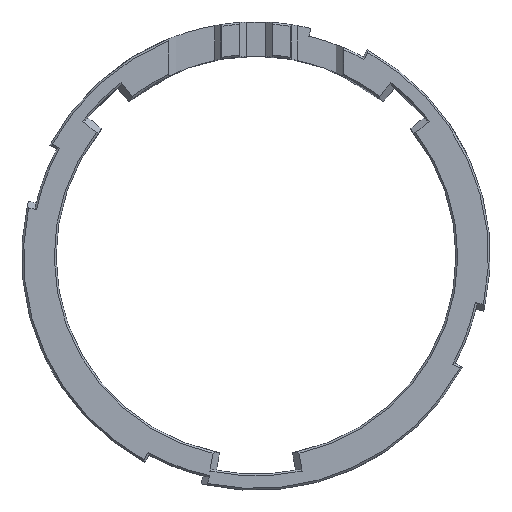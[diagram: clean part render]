
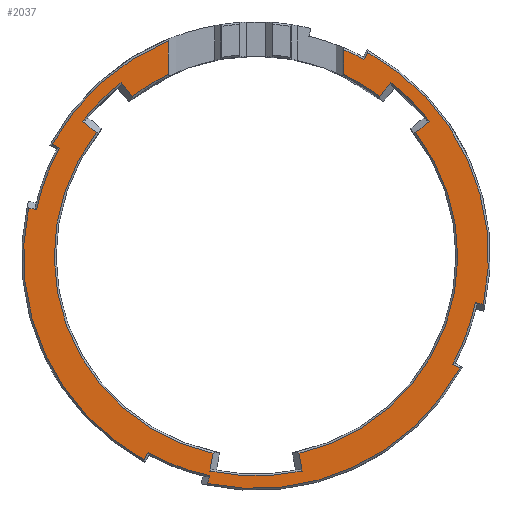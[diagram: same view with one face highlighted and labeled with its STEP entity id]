
A CAD part, top view. The second image highlights one B-rep face of the part: STEP entity #2037.
In plain terms, the highlighted planar face has unit normal (0, 0, 1).
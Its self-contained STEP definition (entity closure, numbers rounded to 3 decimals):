
#95=PLANE('',#2230);
#184=FACE_OUTER_BOUND('',#301,.T.);
#301=EDGE_LOOP('',(#1571,#1572,#1573,#1574,#1575,#1576,#1577,#1578,#1579,
#1580,#1581,#1582,#1583,#1584,#1585,#1586,#1587,#1588,#1589,#1590,#1591,
#1592,#1593,#1594,#1595,#1596,#1597,#1598,#1599,#1600));
#495=CIRCLE('',#2214,49.8);
#497=CIRCLE('',#2217,51.6);
#505=CIRCLE('',#2231,44.8);
#506=CIRCLE('',#2232,48.8);
#507=CIRCLE('',#2233,44.8);
#508=CIRCLE('',#2234,48.8);
#509=CIRCLE('',#2235,44.8);
#510=CIRCLE('',#2236,48.8);
#511=CIRCLE('',#2237,44.8);
#512=CIRCLE('',#2238,49.8);
#513=CIRCLE('',#2239,51.6);
#514=CIRCLE('',#2240,49.8);
#515=CIRCLE('',#2241,51.6);
#516=CIRCLE('',#2242,49.8);
#517=CIRCLE('',#2243,51.6);
#574=LINE('',#3357,#705);
#591=LINE('',#3478,#722);
#602=LINE('',#3553,#733);
#603=LINE('',#3557,#734);
#604=LINE('',#3561,#735);
#605=LINE('',#3565,#736);
#606=LINE('',#3569,#737);
#607=LINE('',#3573,#738);
#608=LINE('',#3576,#739);
#609=LINE('',#3580,#740);
#610=LINE('',#3584,#741);
#611=LINE('',#3588,#742);
#612=LINE('',#3592,#743);
#613=LINE('',#3596,#744);
#614=LINE('',#3599,#745);
#705=VECTOR('',#2503,10.);
#722=VECTOR('',#2556,10.);
#733=VECTOR('',#2627,10.);
#734=VECTOR('',#2630,10.);
#735=VECTOR('',#2633,10.);
#736=VECTOR('',#2636,10.);
#737=VECTOR('',#2639,10.);
#738=VECTOR('',#2642,10.);
#739=VECTOR('',#2645,10.);
#740=VECTOR('',#2648,10.);
#741=VECTOR('',#2651,10.);
#742=VECTOR('',#2654,10.);
#743=VECTOR('',#2657,10.);
#744=VECTOR('',#2660,10.);
#745=VECTOR('',#2663,10.);
#887=VERTEX_POINT('',#3351);
#888=VERTEX_POINT('',#3356);
#909=VERTEX_POINT('',#3469);
#910=VERTEX_POINT('',#3477);
#919=VERTEX_POINT('',#3514);
#921=VERTEX_POINT('',#3523);
#928=VERTEX_POINT('',#3550);
#929=VERTEX_POINT('',#3552);
#930=VERTEX_POINT('',#3554);
#931=VERTEX_POINT('',#3556);
#932=VERTEX_POINT('',#3558);
#933=VERTEX_POINT('',#3560);
#934=VERTEX_POINT('',#3562);
#935=VERTEX_POINT('',#3564);
#936=VERTEX_POINT('',#3566);
#937=VERTEX_POINT('',#3568);
#938=VERTEX_POINT('',#3570);
#939=VERTEX_POINT('',#3572);
#940=VERTEX_POINT('',#3575);
#941=VERTEX_POINT('',#3577);
#942=VERTEX_POINT('',#3579);
#943=VERTEX_POINT('',#3581);
#944=VERTEX_POINT('',#3583);
#945=VERTEX_POINT('',#3585);
#946=VERTEX_POINT('',#3587);
#947=VERTEX_POINT('',#3589);
#948=VERTEX_POINT('',#3591);
#949=VERTEX_POINT('',#3593);
#950=VERTEX_POINT('',#3595);
#951=VERTEX_POINT('',#3597);
#1105=EDGE_CURVE('',#888,#887,#574,.T.);
#1140=EDGE_CURVE('',#910,#909,#591,.T.);
#1156=EDGE_CURVE('',#888,#919,#495,.T.);
#1160=EDGE_CURVE('',#921,#909,#497,.T.);
#1172=EDGE_CURVE('',#928,#887,#505,.T.);
#1173=EDGE_CURVE('',#929,#928,#602,.T.);
#1174=EDGE_CURVE('',#930,#929,#506,.T.);
#1175=EDGE_CURVE('',#931,#930,#603,.T.);
#1176=EDGE_CURVE('',#932,#931,#507,.T.);
#1177=EDGE_CURVE('',#933,#932,#604,.T.);
#1178=EDGE_CURVE('',#934,#933,#508,.T.);
#1179=EDGE_CURVE('',#935,#934,#605,.T.);
#1180=EDGE_CURVE('',#936,#935,#509,.T.);
#1181=EDGE_CURVE('',#937,#936,#606,.T.);
#1182=EDGE_CURVE('',#938,#937,#510,.T.);
#1183=EDGE_CURVE('',#939,#938,#607,.T.);
#1184=EDGE_CURVE('',#910,#939,#511,.T.);
#1185=EDGE_CURVE('',#940,#921,#608,.T.);
#1186=EDGE_CURVE('',#941,#940,#512,.T.);
#1187=EDGE_CURVE('',#942,#941,#609,.T.);
#1188=EDGE_CURVE('',#943,#942,#513,.T.);
#1189=EDGE_CURVE('',#944,#943,#610,.T.);
#1190=EDGE_CURVE('',#945,#944,#514,.T.);
#1191=EDGE_CURVE('',#946,#945,#611,.T.);
#1192=EDGE_CURVE('',#947,#946,#515,.T.);
#1193=EDGE_CURVE('',#948,#947,#612,.T.);
#1194=EDGE_CURVE('',#949,#948,#516,.T.);
#1195=EDGE_CURVE('',#950,#949,#613,.T.);
#1196=EDGE_CURVE('',#951,#950,#517,.T.);
#1197=EDGE_CURVE('',#919,#951,#614,.T.);
#1571=ORIENTED_EDGE('',*,*,#1105,.T.);
#1572=ORIENTED_EDGE('',*,*,#1172,.F.);
#1573=ORIENTED_EDGE('',*,*,#1173,.F.);
#1574=ORIENTED_EDGE('',*,*,#1174,.F.);
#1575=ORIENTED_EDGE('',*,*,#1175,.F.);
#1576=ORIENTED_EDGE('',*,*,#1176,.F.);
#1577=ORIENTED_EDGE('',*,*,#1177,.F.);
#1578=ORIENTED_EDGE('',*,*,#1178,.F.);
#1579=ORIENTED_EDGE('',*,*,#1179,.F.);
#1580=ORIENTED_EDGE('',*,*,#1180,.F.);
#1581=ORIENTED_EDGE('',*,*,#1181,.F.);
#1582=ORIENTED_EDGE('',*,*,#1182,.F.);
#1583=ORIENTED_EDGE('',*,*,#1183,.F.);
#1584=ORIENTED_EDGE('',*,*,#1184,.F.);
#1585=ORIENTED_EDGE('',*,*,#1140,.T.);
#1586=ORIENTED_EDGE('',*,*,#1160,.F.);
#1587=ORIENTED_EDGE('',*,*,#1185,.F.);
#1588=ORIENTED_EDGE('',*,*,#1186,.F.);
#1589=ORIENTED_EDGE('',*,*,#1187,.F.);
#1590=ORIENTED_EDGE('',*,*,#1188,.F.);
#1591=ORIENTED_EDGE('',*,*,#1189,.F.);
#1592=ORIENTED_EDGE('',*,*,#1190,.F.);
#1593=ORIENTED_EDGE('',*,*,#1191,.F.);
#1594=ORIENTED_EDGE('',*,*,#1192,.F.);
#1595=ORIENTED_EDGE('',*,*,#1193,.F.);
#1596=ORIENTED_EDGE('',*,*,#1194,.F.);
#1597=ORIENTED_EDGE('',*,*,#1195,.F.);
#1598=ORIENTED_EDGE('',*,*,#1196,.F.);
#1599=ORIENTED_EDGE('',*,*,#1197,.F.);
#1600=ORIENTED_EDGE('',*,*,#1156,.F.);
#2037=ADVANCED_FACE('',(#184),#95,.F.);
#2214=AXIS2_PLACEMENT_3D('',#3515,#2589,#2590);
#2217=AXIS2_PLACEMENT_3D('',#3528,#2595,#2596);
#2230=AXIS2_PLACEMENT_3D('',#3549,#2623,#2624);
#2231=AXIS2_PLACEMENT_3D('',#3551,#2625,#2626);
#2232=AXIS2_PLACEMENT_3D('',#3555,#2628,#2629);
#2233=AXIS2_PLACEMENT_3D('',#3559,#2631,#2632);
#2234=AXIS2_PLACEMENT_3D('',#3563,#2634,#2635);
#2235=AXIS2_PLACEMENT_3D('',#3567,#2637,#2638);
#2236=AXIS2_PLACEMENT_3D('',#3571,#2640,#2641);
#2237=AXIS2_PLACEMENT_3D('',#3574,#2643,#2644);
#2238=AXIS2_PLACEMENT_3D('',#3578,#2646,#2647);
#2239=AXIS2_PLACEMENT_3D('',#3582,#2649,#2650);
#2240=AXIS2_PLACEMENT_3D('',#3586,#2652,#2653);
#2241=AXIS2_PLACEMENT_3D('',#3590,#2655,#2656);
#2242=AXIS2_PLACEMENT_3D('',#3594,#2658,#2659);
#2243=AXIS2_PLACEMENT_3D('',#3598,#2661,#2662);
#2503=DIRECTION('',(0.,-1.,0.));
#2556=DIRECTION('',(0.,1.,0.));
#2589=DIRECTION('center_axis',(0.,0.,-1.));
#2590=DIRECTION('ref_axis',(1.,0.,0.));
#2595=DIRECTION('center_axis',(0.,0.,-1.));
#2596=DIRECTION('ref_axis',(-1.,0.,0.));
#2623=DIRECTION('center_axis',(0.,0.,-1.));
#2624=DIRECTION('ref_axis',(-1.,0.,0.));
#2625=DIRECTION('center_axis',(0.,0.,1.));
#2626=DIRECTION('ref_axis',(1.,0.,0.));
#2627=DIRECTION('',(-0.643,-0.766,0.));
#2628=DIRECTION('center_axis',(0.,0.,1.));
#2629=DIRECTION('ref_axis',(1.,0.,0.));
#2630=DIRECTION('',(0.766,0.643,0.));
#2631=DIRECTION('center_axis',(0.,0.,1.));
#2632=DIRECTION('ref_axis',(1.,0.,0.));
#2633=DIRECTION('',(-0.174,0.985,0.));
#2634=DIRECTION('center_axis',(0.,0.,1.));
#2635=DIRECTION('ref_axis',(1.,0.,0.));
#2636=DIRECTION('',(-0.174,-0.985,0.));
#2637=DIRECTION('center_axis',(0.,0.,1.));
#2638=DIRECTION('ref_axis',(-1.,0.,0.));
#2639=DIRECTION('',(0.766,-0.643,0.));
#2640=DIRECTION('center_axis',(0.,0.,1.));
#2641=DIRECTION('ref_axis',(-1.,0.,0.));
#2642=DIRECTION('',(-0.643,0.766,0.));
#2643=DIRECTION('center_axis',(0.,0.,1.));
#2644=DIRECTION('ref_axis',(1.,0.,0.));
#2645=DIRECTION('',(-0.88,0.474,0.));
#2646=DIRECTION('center_axis',(0.,0.,-1.));
#2647=DIRECTION('ref_axis',(-1.,0.,0.));
#2648=DIRECTION('',(0.972,-0.234,0.));
#2649=DIRECTION('center_axis',(0.,0.,-1.));
#2650=DIRECTION('ref_axis',(-1.,0.,0.));
#2651=DIRECTION('',(-0.474,-0.88,0.));
#2652=DIRECTION('center_axis',(0.,0.,-1.));
#2653=DIRECTION('ref_axis',(-1.,0.,0.));
#2654=DIRECTION('',(0.234,0.972,0.));
#2655=DIRECTION('center_axis',(0.,0.,-1.));
#2656=DIRECTION('ref_axis',(1.,0.,0.));
#2657=DIRECTION('',(0.88,-0.474,0.));
#2658=DIRECTION('center_axis',(0.,0.,-1.));
#2659=DIRECTION('ref_axis',(1.,0.,0.));
#2660=DIRECTION('',(-0.972,0.234,0.));
#2661=DIRECTION('center_axis',(0.,0.,-1.));
#2662=DIRECTION('ref_axis',(1.,0.,0.));
#2663=DIRECTION('',(0.474,0.88,0.));
#3351=CARTESIAN_POINT('',(19.426,40.369,151.195));
#3356=CARTESIAN_POINT('',(19.426,45.855,151.195));
#3357=CARTESIAN_POINT('',(19.426,40.2,151.195));
#3469=CARTESIAN_POINT('',(-19.426,47.804,151.195));
#3477=CARTESIAN_POINT('',(-19.426,40.369,151.195));
#3478=CARTESIAN_POINT('',(-19.426,40.2,151.195));
#3514=CARTESIAN_POINT('',(23.974,43.649,151.195));
#3515=CARTESIAN_POINT('Origin',(0.,0.,151.195));
#3523=CARTESIAN_POINT('',(-45.234,24.828,151.195));
#3528=CARTESIAN_POINT('Origin',(0.,0.,151.195));
#3549=CARTESIAN_POINT('Origin',(0.,0.,151.195));
#3550=CARTESIAN_POINT('',(27.395,35.448,151.195));
#3551=CARTESIAN_POINT('Origin',(0.,0.,151.195));
#3552=CARTESIAN_POINT('',(29.968,38.515,151.195));
#3553=CARTESIAN_POINT('',(12.89,18.163,151.195));
#3554=CARTESIAN_POINT('',(38.515,29.968,151.195));
#3555=CARTESIAN_POINT('Origin',(0.,0.,
151.195));
#3556=CARTESIAN_POINT('',(35.448,27.395,151.195));
#3557=CARTESIAN_POINT('',(19.695,14.176,151.195));
#3558=CARTESIAN_POINT('',(9.546,-43.771,151.195));
#3559=CARTESIAN_POINT('Origin',(0.,0.,151.195));
#3560=CARTESIAN_POINT('',(10.241,-47.713,151.195));
#3561=CARTESIAN_POINT('',(5.627,-21.549,151.195));
#3562=CARTESIAN_POINT('',(-10.241,-47.713,151.195));
#3563=CARTESIAN_POINT('Origin',(0.,0.,
151.195));
#3564=CARTESIAN_POINT('',(-9.546,-43.771,151.195));
#3565=CARTESIAN_POINT('',(-5.975,-23.519,151.195));
#3566=CARTESIAN_POINT('',(-35.448,27.395,151.195));
#3567=CARTESIAN_POINT('Origin',(0.,0.,151.195));
#3568=CARTESIAN_POINT('',(-38.515,29.968,151.195));
#3569=CARTESIAN_POINT('',(-18.163,12.89,151.195));
#3570=CARTESIAN_POINT('',(-29.968,38.515,151.195));
#3571=CARTESIAN_POINT('Origin',(0.,0.,
151.195));
#3572=CARTESIAN_POINT('',(-27.395,35.448,151.195));
#3573=CARTESIAN_POINT('',(-14.176,19.695,151.195));
#3574=CARTESIAN_POINT('Origin',(0.,0.,151.195));
#3575=CARTESIAN_POINT('',(-43.65,23.974,151.195));
#3576=CARTESIAN_POINT('',(-22.699,12.685,151.195));
#3577=CARTESIAN_POINT('',(-48.722,10.304,151.195));
#3578=CARTESIAN_POINT('Origin',(0.,0.,151.195));
#3579=CARTESIAN_POINT('',(-50.473,10.726,151.195));
#3580=CARTESIAN_POINT('',(-25.604,4.732,151.195));
#3581=CARTESIAN_POINT('',(-24.828,-45.234,151.195));
#3582=CARTESIAN_POINT('Origin',(0.,0.,151.195));
#3583=CARTESIAN_POINT('',(-23.974,-43.65,151.195));
#3584=CARTESIAN_POINT('',(-12.685,-22.699,151.195));
#3585=CARTESIAN_POINT('',(-10.304,-48.722,151.195));
#3586=CARTESIAN_POINT('Origin',(0.,0.,151.195));
#3587=CARTESIAN_POINT('',(-10.726,-50.473,151.195));
#3588=CARTESIAN_POINT('',(-4.732,-25.604,151.195));
#3589=CARTESIAN_POINT('',(45.234,-24.828,151.195));
#3590=CARTESIAN_POINT('Origin',(0.,0.,151.195));
#3591=CARTESIAN_POINT('',(43.649,-23.974,151.195));
#3592=CARTESIAN_POINT('',(22.699,-12.685,151.195));
#3593=CARTESIAN_POINT('',(48.722,-10.305,151.195));
#3594=CARTESIAN_POINT('Origin',(0.,0.,151.195));
#3595=CARTESIAN_POINT('',(50.473,-10.727,151.195));
#3596=CARTESIAN_POINT('',(25.604,-4.732,151.195));
#3597=CARTESIAN_POINT('',(24.828,45.234,151.195));
#3598=CARTESIAN_POINT('Origin',(0.,0.,151.195));
#3599=CARTESIAN_POINT('',(12.685,22.699,151.195));
